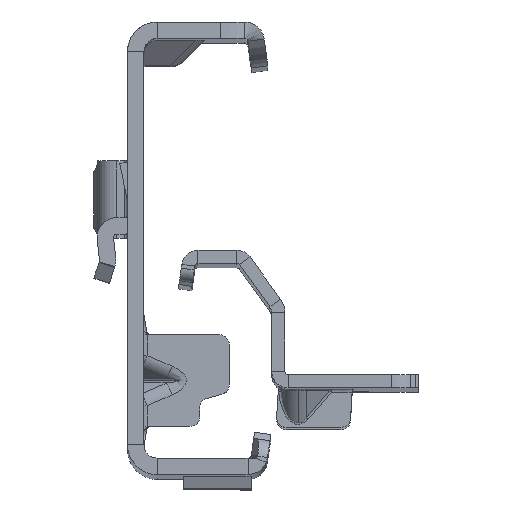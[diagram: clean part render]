
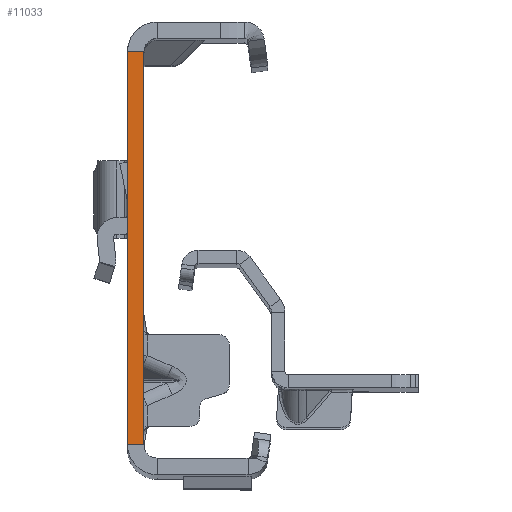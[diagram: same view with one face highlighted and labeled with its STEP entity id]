
A CAD part, top view. The second image highlights one B-rep face of the part: STEP entity #11033.
In plain terms, the highlighted planar face has unit normal (0, 0, 1).
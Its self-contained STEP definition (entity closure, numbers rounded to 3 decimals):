
#525 = VERTEX_POINT ( 'NONE', #6119 ) ;
#1424 = EDGE_CURVE ( 'NONE', #14109, #4465, #6299, .T. ) ;
#1484 = EDGE_CURVE ( 'NONE', #13335, #525, #10760, .T. ) ;
#2200 = VECTOR ( 'NONE', #16613, 1000. ) ;
#2218 = CARTESIAN_POINT ( 'NONE',  ( -2.5, -32., 0. ) ) ;
#2829 = AXIS2_PLACEMENT_3D ( 'NONE', #7250, #3074, #10079 ) ;
#3074 = DIRECTION ( 'NONE',  ( 0., 0., 1. ) ) ;
#3495 = LINE ( 'NONE', #14401, #15547 ) ;
#4465 = VERTEX_POINT ( 'NONE', #5791 ) ;
#5791 = CARTESIAN_POINT ( 'NONE',  ( -2.5, -30., 0. ) ) ;
#6119 = CARTESIAN_POINT ( 'NONE',  ( 0., -30., 0. ) ) ;
#6299 = LINE ( 'NONE', #2218, #17916 ) ;
#6376 = DIRECTION ( 'NONE',  ( -1., 0., 0. ) ) ;
#6398 = EDGE_CURVE ( 'NONE', #13335, #14109, #3495, .T. ) ;
#6467 = CARTESIAN_POINT ( 'NONE',  ( 0., -30., 0. ) ) ;
#7250 = CARTESIAN_POINT ( 'NONE',  ( -2.5, -32., 0. ) ) ;
#7591 = ORIENTED_EDGE ( 'NONE', *, *, #1424, .T. ) ;
#9126 = PLANE ( 'NONE',  #2829 ) ;
#9485 = CARTESIAN_POINT ( 'NONE',  ( 0., 30., 0. ) ) ;
#10079 = DIRECTION ( 'NONE',  ( 1., 0., 0. ) ) ;
#10760 = LINE ( 'NONE', #16698, #2200 ) ;
#11033 = ADVANCED_FACE ( 'NONE', ( #13265 ), #9126, .T. ) ;
#11527 = ORIENTED_EDGE ( 'NONE', *, *, #14378, .F. ) ;
#11707 = CARTESIAN_POINT ( 'NONE',  ( -2.5, 30., 0. ) ) ;
#12056 = ORIENTED_EDGE ( 'NONE', *, *, #6398, .T. ) ;
#12973 = ORIENTED_EDGE ( 'NONE', *, *, #1484, .F. ) ;
#13019 = DIRECTION ( 'NONE',  ( -1., 0., 0. ) ) ;
#13265 = FACE_OUTER_BOUND ( 'NONE', #14247, .T. ) ;
#13335 = VERTEX_POINT ( 'NONE', #9485 ) ;
#13397 = VECTOR ( 'NONE', #6376, 1000. ) ;
#14109 = VERTEX_POINT ( 'NONE', #11707 ) ;
#14247 = EDGE_LOOP ( 'NONE', ( #12973, #12056, #7591, #11527 ) ) ;
#14378 = EDGE_CURVE ( 'NONE', #525, #4465, #15986, .T. ) ;
#14401 = CARTESIAN_POINT ( 'NONE',  ( 0., 30., 0. ) ) ;
#15547 = VECTOR ( 'NONE', #13019, 1000. ) ;
#15986 = LINE ( 'NONE', #6467, #13397 ) ;
#16172 = DIRECTION ( 'NONE',  ( 0., -1., 0. ) ) ;
#16613 = DIRECTION ( 'NONE',  ( 0., -1., 0. ) ) ;
#16698 = CARTESIAN_POINT ( 'NONE',  ( 0., -32., 0. ) ) ;
#17916 = VECTOR ( 'NONE', #16172, 1000. ) ;
